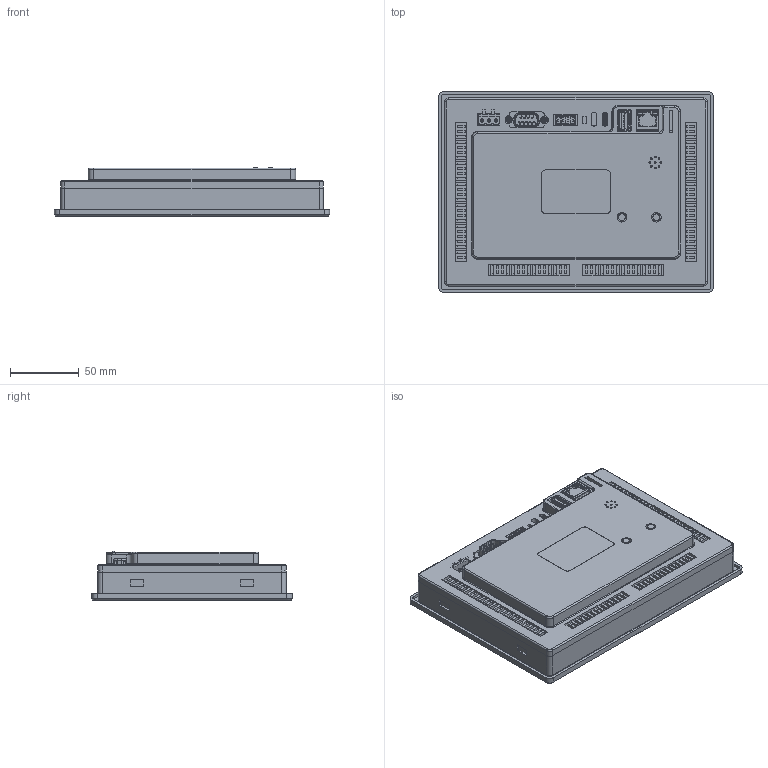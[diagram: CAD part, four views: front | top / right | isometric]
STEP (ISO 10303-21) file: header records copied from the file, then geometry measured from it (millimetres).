
FILE_DESCRIPTION(('STEP AP203'), '1');
FILE_NAME('Ïóëüò ÑÐ6923.07_TK6070FH-3D', '', ('UNSPECIFIED'), ('UNSPECIFIED'), 'C3D Converter', 'C3D Toolkit', '');
FILE_SCHEMA(('CONFIG_CONTROL_DESIGN'));
Length unit declared in the file: millimetre
Products named in the file (23): TK6070FH-3D; TK6070FH.STEP; TK6070FH____.STEP; USB_Type-C_A.STEP; TK6070FH____(2)^TK6070FH.STEP; ____0820^TK6070FH____(2)_TK6070FH.STEP; __7______^TK6070FH____(2)_TK6070FH.STEP; J3.STEP; J3.STEP.STEP; F09P1Gy-0982.STEP.STEP; 4P____.STEP; J4.STEP; J4.STEP.STEP; usb_a-usb_a-top-c.STEP.STEP; J5.STEP; J5.STEP.STEP; 3x5_08mm.STEP.STEP; Экран TK6070FH; RJ45 Jack Modular; RJ45-LED''s; RJ45-Shield; RJ45- ARRAY PIN; RJ45-Housing
Assembly tree (22 placements, depth 5):
  TK6070FH-3D
    TK6070FH.STEP
      TK6070FH____.STEP
      USB_Type-C_A.STEP
      TK6070FH____(2)^TK6070FH.STEP
        ____0820^TK6070FH____(2)_TK6070FH.STEP
        __7______^TK6070FH____(2)_TK6070FH.STEP
      J3.STEP
        J3.STEP.STEP
          F09P1Gy-0982.STEP.STEP
      4P____.STEP
      J4.STEP
        J4.STEP.STEP
          usb_a-usb_a-top-c.STEP.STEP
      J5.STEP
        J5.STEP.STEP
          3x5_08mm.STEP.STEP
    Экран TK6070FH
    RJ45 Jack Modular
      RJ45-LED''s
      RJ45-Shield
      RJ45- ARRAY PIN
      RJ45-Housing
Bounding box: 200 x 146 x 36 mm (x, y, z)
Volume: 403785.4 mm3; surface area: 292827 mm2
Topology: 15 solids, 72 shells, 5189 faces, 14188 edges, 9214 vertices
Faces by surface type: plane 3602, cylinder 791, bspline 568, cone 120, torus 104, sphere 4
Full cylindrical faces by diameter (mm): 0.585 x9, 1 x9, 1.2 x9, 2.1 x11, 2.16 x2, 2.5 x4, 2.6 x3, 3 x3, 3.4 x2, 3.5 x4, 4.6 x2, 5 x2, 7 x2
Entity records: 247292 total; most frequent: CARTESIAN_POINT 77569, ORIENTED_EDGE 28134, DIRECTION 23060, EDGE_CURVE 14067, LINE 10438, VECTOR 10438, VERTEX_POINT 9214, AXIS2_PLACEMENT_3D 6311
